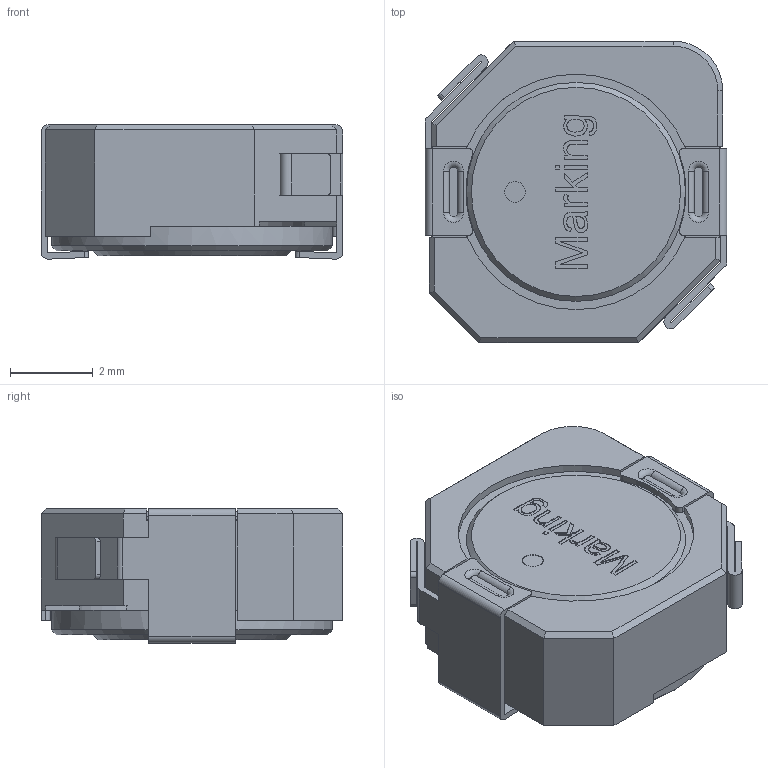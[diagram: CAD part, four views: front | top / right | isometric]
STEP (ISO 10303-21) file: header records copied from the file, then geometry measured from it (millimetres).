
FILE_DESCRIPTION(/* description */ ('Unknown'),/* implementation_level */ '2;1');
FILE_NAME(/* name */ 'L_Wurth_WE-PD_7332P',/* time_stamp */ '2022-04-18T16:30:24+08:00',/* author */ ('Unknown'),/* organization */ ('Unknown'),/* preprocessor_version */ 'ST-DEVELOPER v16.7',/* originating_system */ 'Solid Edge',/* authorisation */ 'Unknown');
FILE_SCHEMA (('AUTOMOTIVE_DESIGN {1 0 10303 214 3 1 1}'));
Length unit declared in the file: millimetre
Products named in the file (2): L_Wurth_WE-PD_7322P; L_Wurth_WE-PD_7332P
Assembly tree (1 placements, depth 2):
  L_Wurth_WE-PD_7322P
    L_Wurth_WE-PD_7332P
Bounding box: 7.3 x 7.3 x 3.25 mm (x, y, z)
Volume: 108.1 mm3; surface area: 305.4 mm2
Topology: 1 solids, 1 shells, 234 faces, 636 edges, 413 vertices
Faces by surface type: plane 145, cylinder 62, bspline 15, torus 8, cone 4
Full cylindrical faces by diameter (mm): 0.5 x1, 2.95 x1, 5.7 x1, 6.8 x1
Entity records: 9184 total; most frequent: CARTESIAN_POINT 1708, ORIENTED_EDGE 1236, DIRECTION 1165, EDGE_CURVE 618, LINE 431, VECTOR 431, VERTEX_POINT 407, AXIS2_PLACEMENT_3D 367
